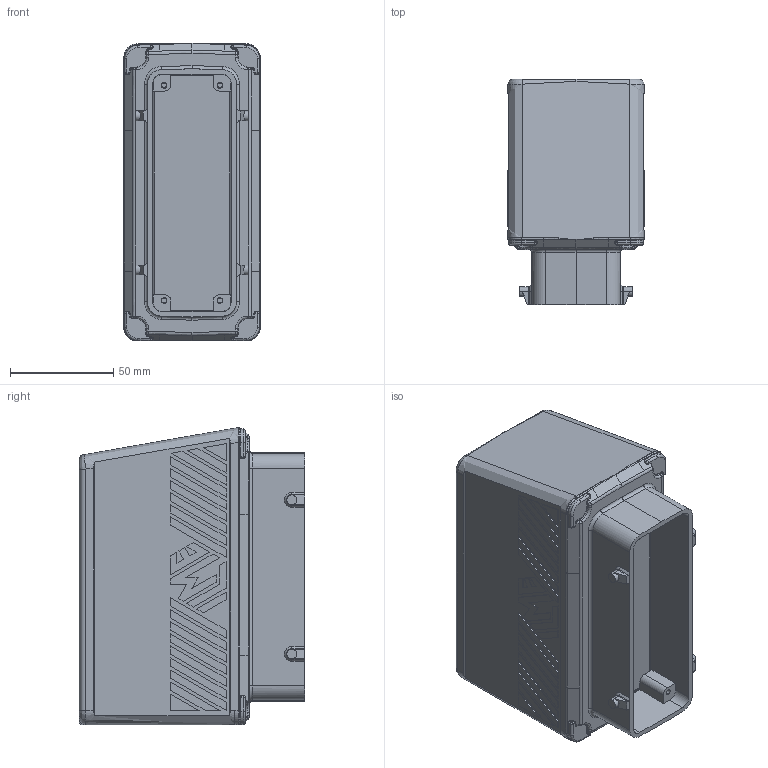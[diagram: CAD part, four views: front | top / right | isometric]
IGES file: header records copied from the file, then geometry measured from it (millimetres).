
Start section: Elysium IGES Interface
Global section: file name: 64HMBV 24.240.igs; native system: SolidDesigner 16.00A  16-Aug-2008; preprocessor: CoCreate IGES_3D V2.2; author: Unknown; organization: Unknown; date: 20110411.161559; units: millimetre
Bounding box: 66.01 x 108.97 x 143.75 mm (x, y, z)
Volume: 681830.8 mm3; surface area: 75127.2 mm2
Topology: 1 solids, 1 shells, 683 faces, 1666 edges, 1031 vertices
Faces by surface type: bspline 683
